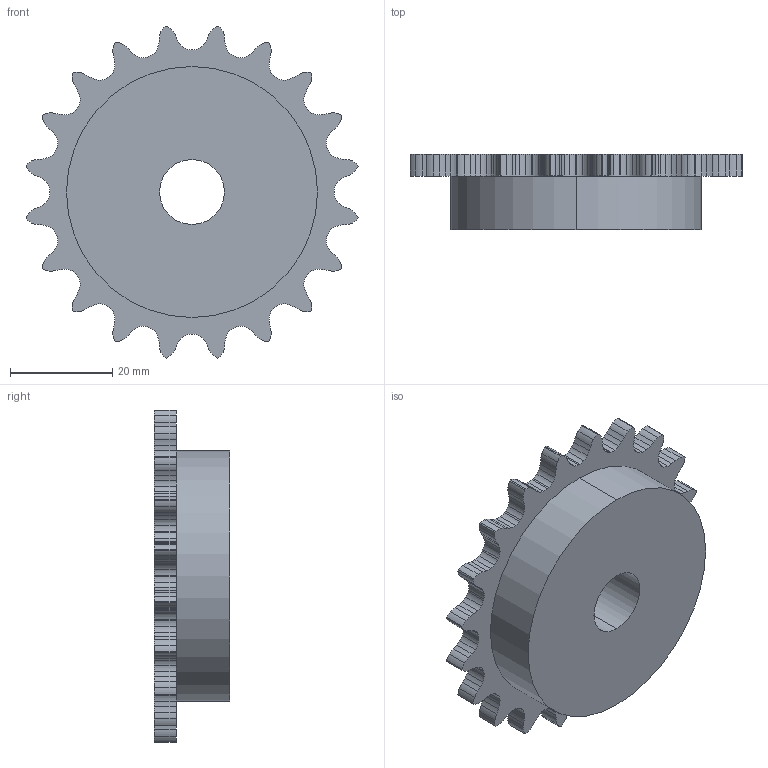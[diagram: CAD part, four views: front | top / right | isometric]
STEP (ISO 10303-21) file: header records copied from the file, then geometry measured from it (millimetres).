
FILE_DESCRIPTION((''),'2;1');
FILE_NAME('rcss-3820.stp','2001-12-29T13:13:52',('Administrator'),(''),'Autodesk Inventor (tm) 3.0','Autodesk Inventor (tm) 3.0','');
FILE_SCHEMA(('CONFIG_CONTROL_DESIGN'));
Length unit declared in the file: inch
Products named in the file (1): rcss-3820
Bounding box: 65.09 x 14.72 x 65.09 mm (x, y, z)
Volume: 29936 mm3; surface area: 8806.1 mm2
Topology: 1 solids, 1 shells, 287 faces, 852 edges, 568 vertices
Faces by surface type: cylinder 244, plane 43
Entity records: 9995 total; most frequent: DIRECTION 1916, CARTESIAN_POINT 1708, ORIENTED_EDGE 1704, EDGE_CURVE 852, AXIS2_PLACEMENT_3D 776, VERTEX_POINT 568, CIRCLE 488, VECTOR 364
